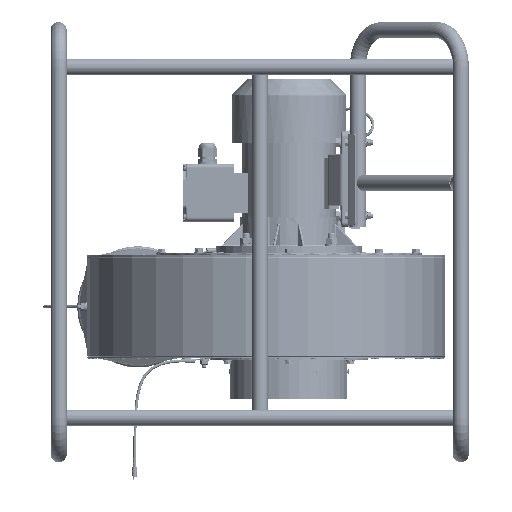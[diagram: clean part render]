
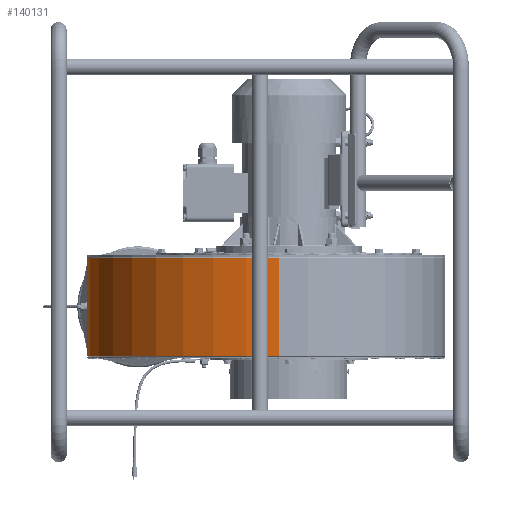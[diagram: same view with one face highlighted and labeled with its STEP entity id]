
A CAD part, left-side view. The second image highlights one B-rep face of the part: STEP entity #140131.
In plain terms, the highlighted cylindrical face has radius 262.5 mm (diameter 525 mm), a partial arc.
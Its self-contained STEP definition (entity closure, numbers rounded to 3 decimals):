
#18182=FACE_OUTER_BOUND('',#26829,.T.);
#26829=EDGE_LOOP('',(#123239,#123240,#123241,#123242));
#37272=LINE('',#258389,#47709);
#37275=LINE('',#258427,#47712);
#47709=VECTOR('',#186195,10.);
#47712=VECTOR('',#186256,10.);
#52834=CIRCLE('',#152066,262.5);
#52836=CIRCLE('',#152069,262.5);
#65382=VERTEX_POINT('',#258383);
#65383=VERTEX_POINT('',#258387);
#65388=VERTEX_POINT('',#258421);
#65389=VERTEX_POINT('',#258425);
#84662=EDGE_CURVE('',#65382,#65383,#37272,.T.);
#84677=EDGE_CURVE('',#65388,#65382,#52834,.T.);
#84679=EDGE_CURVE('',#65389,#65383,#52836,.T.);
#84680=EDGE_CURVE('',#65389,#65388,#37275,.T.);
#123239=ORIENTED_EDGE('',*,*,#84662,.T.);
#123240=ORIENTED_EDGE('',*,*,#84679,.F.);
#123241=ORIENTED_EDGE('',*,*,#84680,.T.);
#123242=ORIENTED_EDGE('',*,*,#84677,.T.);
#125108=CYLINDRICAL_SURFACE('',#152068,262.5);
#140131=ADVANCED_FACE('',(#18182),#125108,.T.);
#152066=AXIS2_PLACEMENT_3D('',#258422,#186248,#186249);
#152068=AXIS2_PLACEMENT_3D('',#258424,#186252,#186253);
#152069=AXIS2_PLACEMENT_3D('',#258426,#186254,#186255);
#186195=DIRECTION('',(0.,0.,1.));
#186248=DIRECTION('center_axis',(0.,0.,
1.));
#186249=DIRECTION('ref_axis',(0.,1.,0.));
#186252=DIRECTION('center_axis',(0.,0.,
-1.));
#186253=DIRECTION('ref_axis',(-1.,0.,0.));
#186254=DIRECTION('center_axis',(0.,0.,
1.));
#186255=DIRECTION('ref_axis',(0.,1.,0.));
#186256=DIRECTION('',(0.,0.,-1.));
#258383=CARTESIAN_POINT('',(-240.8,13.4,-140.125));
#258387=CARTESIAN_POINT('',(-240.8,13.4,-6.875));
#258389=CARTESIAN_POINT('',(-240.8,13.4,-6.875));
#258421=CARTESIAN_POINT('',(21.7,275.9,-140.125));
#258422=CARTESIAN_POINT('Origin',(21.7,13.4,-140.125));
#258424=CARTESIAN_POINT('Origin',(21.7,13.4,-73.5));
#258425=CARTESIAN_POINT('',(21.7,275.9,-6.875));
#258426=CARTESIAN_POINT('Origin',(21.7,13.4,-6.875));
#258427=CARTESIAN_POINT('',(21.7,275.9,-141.875));
